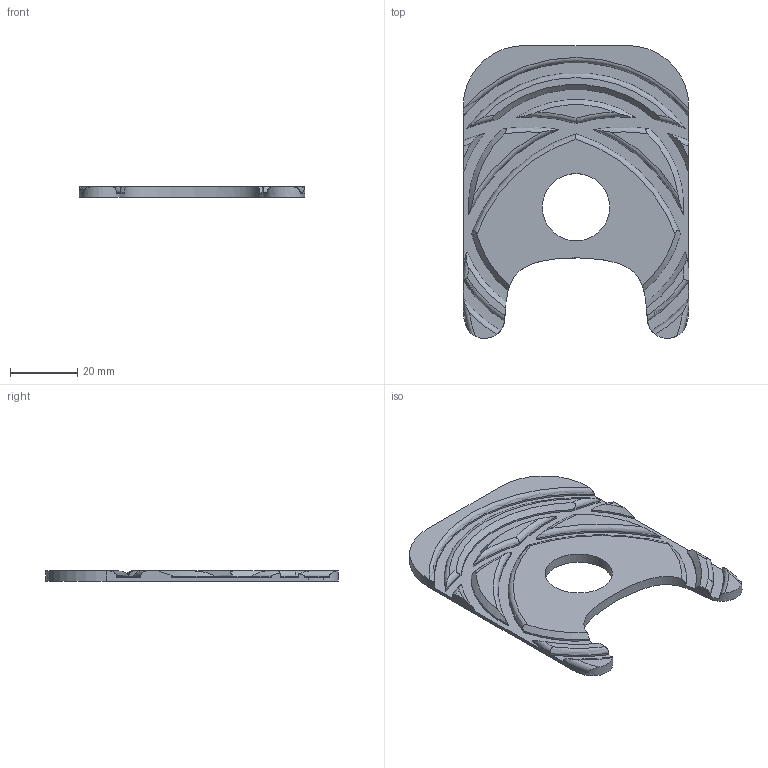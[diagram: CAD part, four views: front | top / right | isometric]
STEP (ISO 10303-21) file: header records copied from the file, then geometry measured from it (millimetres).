
FILE_DESCRIPTION(/* description */ (''),/* implementation_level */ '2;1');
FILE_NAME(/* name */ 'Auflageplatte v4.step',/* time_stamp */ '2021-12-01T19:45:54+01:00',/* author */ (''),/* organization */ (''),/* preprocessor_version */ 'ST-DEVELOPER v18.1',/* originating_system */ 'Autodesk Translation Framework v10.10.0.1391',/* authorisation */ '');
FILE_SCHEMA (('AUTOMOTIVE_DESIGN { 1 0 10303 214 3 1 1 }'));
Length unit declared in the file: millimetre
Products named in the file (1): Auflageplatte
Bounding box: 67 x 86.93 x 3 mm (x, y, z)
Volume: 10333.4 mm3; surface area: 10686.1 mm2
Topology: 1 solids, 1 shells, 93 faces, 241 edges, 154 vertices
Faces by surface type: cylinder 38, torus 21, plane 21, cone 10, bspline 3
Full cylindrical faces by diameter (mm): 20 x1
Entity records: 3497 total; most frequent: CARTESIAN_POINT 1261, ORIENTED_EDGE 482, DIRECTION 449, EDGE_CURVE 241, AXIS2_PLACEMENT_3D 195, VERTEX_POINT 154, CIRCLE 104, EDGE_LOOP 99
